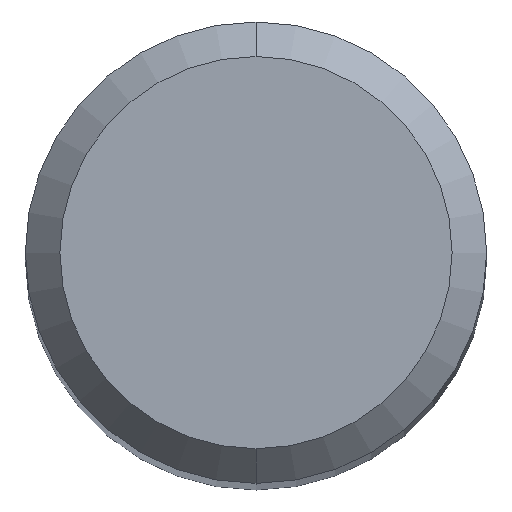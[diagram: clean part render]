
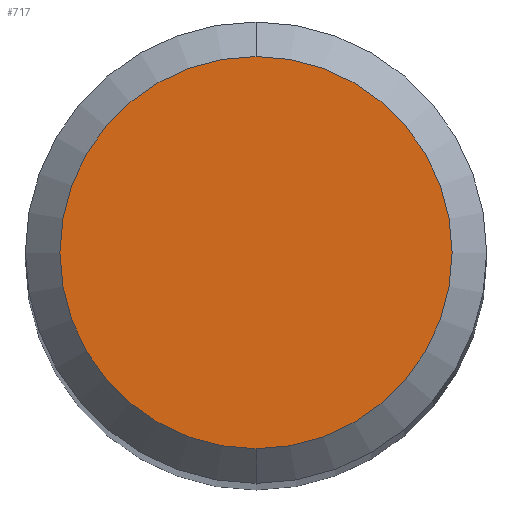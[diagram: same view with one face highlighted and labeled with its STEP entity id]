
A CAD part, top view. The second image highlights one B-rep face of the part: STEP entity #717.
In plain terms, the highlighted planar face has unit normal (0, 0, 1).
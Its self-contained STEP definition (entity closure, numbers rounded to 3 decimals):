
#707=VERTEX_POINT('',#1698);
#717=ADVANCED_FACE('',(#1709),#1710,.T.);
#1021=VERTEX_POINT('',#2036);
#1117=EDGE_CURVE('',#1021,#707,#2144,.T.);
#1381=EDGE_CURVE('',#707,#1021,#2431,.T.);
#1698=CARTESIAN_POINT('',(0.,-1.7,0.0));
#1709=FACE_OUTER_BOUND('',#3290,.T.);
#1710=PLANE('',#3291);
#2036=CARTESIAN_POINT('',(0.0,1.7,0.0));
#2144=CIRCLE('',#4912,1.7);
#2431=CIRCLE('',#5906,1.7);
#3290=EDGE_LOOP('',(#6409,#6410));
#3291=AXIS2_PLACEMENT_3D('',#6411,#6412,#6413);
#4912=AXIS2_PLACEMENT_3D('',#6823,#6824,#6825);
#5906=AXIS2_PLACEMENT_3D('',#7105,#7106,#7107);
#6409=ORIENTED_EDGE('',*,*,#1117,.F.);
#6410=ORIENTED_EDGE('',*,*,#1381,.F.);
#6411=CARTESIAN_POINT('',(0.0,0.85,0.0));
#6412=DIRECTION('',(-0.0,0.0,1.0));
#6413=DIRECTION('',(0.0,-1.0,0.0));
#6823=CARTESIAN_POINT('',(0.0,0.0,0.0));
#6824=DIRECTION('',(0.0,0.0,-1.0));
#6825=DIRECTION('',(0.0,1.0,0.0));
#7105=CARTESIAN_POINT('',(0.0,0.0,0.0));
#7106=DIRECTION('',(0.0,0.0,-1.0));
#7107=DIRECTION('',(0.0,1.0,0.0));
